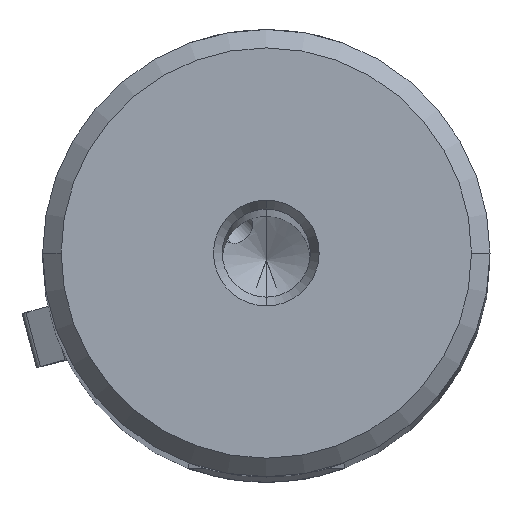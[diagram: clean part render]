
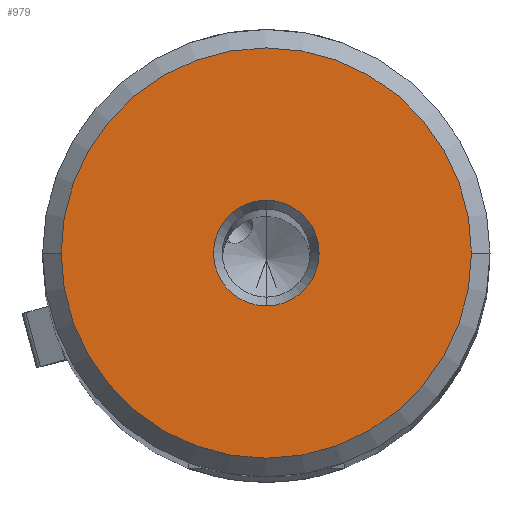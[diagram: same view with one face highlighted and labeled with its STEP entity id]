
A CAD part, top view. The second image highlights one B-rep face of the part: STEP entity #979.
In plain terms, the highlighted planar face has unit normal (0, 0, 1).
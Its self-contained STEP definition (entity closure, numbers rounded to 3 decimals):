
#88=FACE_BOUND('',#1521,.T.);
#89=FACE_BOUND('',#1522,.T.);
#240=PLANE('',#5162);
#979=ADVANCED_FACE('',(#88,#89),#240,.T.);
#1521=EDGE_LOOP('',(#2255,#2256));
#1522=EDGE_LOOP('',(#2257,#2258));
#1834=CIRCLE('',#5156,3.);
#1835=CIRCLE('',#5158,3.);
#1836=CIRCLE('',#5160,11.65);
#1837=CIRCLE('',#5161,11.65);
#2255=ORIENTED_EDGE('',*,*,#4215,.T.);
#2256=ORIENTED_EDGE('',*,*,#4216,.T.);
#2257=ORIENTED_EDGE('',*,*,#4214,.T.);
#2258=ORIENTED_EDGE('',*,*,#4212,.T.);
#3689=VERTEX_POINT('',#7796);
#3690=VERTEX_POINT('',#7798);
#3691=VERTEX_POINT('',#7804);
#3692=VERTEX_POINT('',#7805);
#4212=EDGE_CURVE('',#3690,#3689,#1834,.T.);
#4214=EDGE_CURVE('',#3689,#3690,#1835,.T.);
#4215=EDGE_CURVE('',#3691,#3692,#1836,.T.);
#4216=EDGE_CURVE('',#3692,#3691,#1837,.T.);
#5156=AXIS2_PLACEMENT_3D('',#7797,#5892,#5893);
#5158=AXIS2_PLACEMENT_3D('',#7801,#5897,#5898);
#5160=AXIS2_PLACEMENT_3D('',#7803,#5901,#5902);
#5161=AXIS2_PLACEMENT_3D('',#7806,#5903,#5904);
#5162=AXIS2_PLACEMENT_3D('',#7807,#5905,#5906);
#5892=DIRECTION('',(0.,0.,-1.));
#5893=DIRECTION('',(0.,1.,0.));
#5897=DIRECTION('',(0.,0.,-1.));
#5898=DIRECTION('',(0.,-1.,0.));
#5901=DIRECTION('',(0.,0.,1.));
#5902=DIRECTION('',(1.,0.,0.));
#5903=DIRECTION('',(0.,0.,1.));
#5904=DIRECTION('',(-1.,0.,0.));
#5905=DIRECTION('',(0.,0.,1.));
#5906=DIRECTION('',(-1.,0.,0.));
#7796=CARTESIAN_POINT('',(0.,-3.,0.));
#7797=CARTESIAN_POINT('',(0.,0.,0.));
#7798=CARTESIAN_POINT('',(0.,3.,0.));
#7801=CARTESIAN_POINT('',(0.,0.,0.));
#7803=CARTESIAN_POINT('',(0.,0.,0.));
#7804=CARTESIAN_POINT('',(11.65,0.,0.));
#7805=CARTESIAN_POINT('',(-11.65,0.,0.));
#7806=CARTESIAN_POINT('',(0.,0.,0.));
#7807=CARTESIAN_POINT('',(0.,0.,0.));
